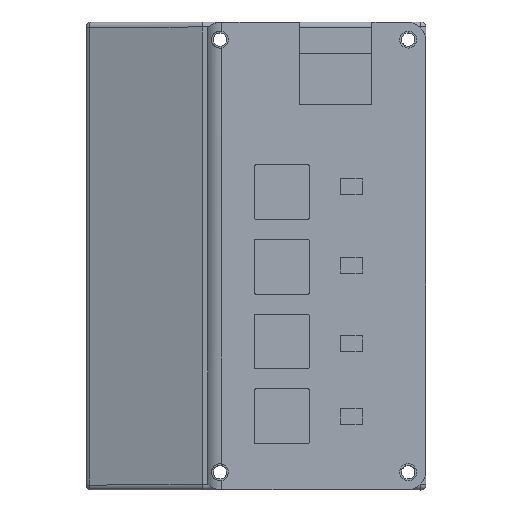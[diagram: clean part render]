
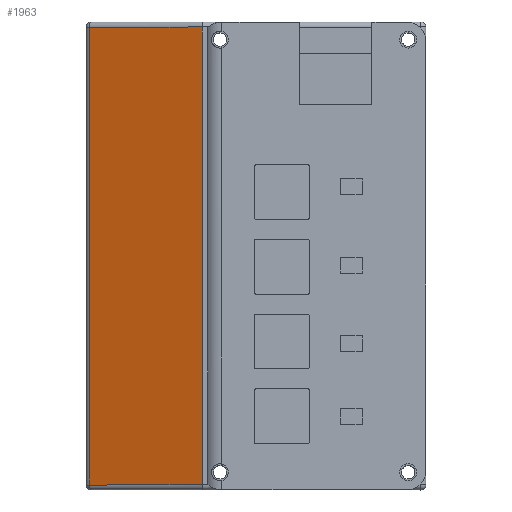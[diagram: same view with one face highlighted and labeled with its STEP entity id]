
A CAD part, top view. The second image highlights one B-rep face of the part: STEP entity #1963.
In plain terms, the highlighted planar face has unit normal (-0.344, 0, 0.939).
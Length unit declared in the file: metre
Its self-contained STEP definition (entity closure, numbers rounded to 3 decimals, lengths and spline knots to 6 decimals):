
#268=ORIENTED_EDGE('',*,*,#788,.T.);
#269=ORIENTED_EDGE('',*,*,#789,.T.);
#270=ORIENTED_EDGE('',*,*,#762,.T.);
#271=ORIENTED_EDGE('',*,*,#790,.T.);
#762=EDGE_CURVE('',#1041,#1040,#1217,.T.);
#788=EDGE_CURVE('',#1057,#1058,#1233,.T.);
#789=EDGE_CURVE('',#1058,#1041,#1234,.F.);
#790=EDGE_CURVE('',#1040,#1057,#1235,.T.);
#1040=VERTEX_POINT('',#2960);
#1041=VERTEX_POINT('',#2962);
#1057=VERTEX_POINT('',#3019);
#1058=VERTEX_POINT('',#3020);
#1217=LINE('',#2961,#1406);
#1233=LINE('',#3018,#1422);
#1234=LINE('',#3021,#1423);
#1235=LINE('',#3022,#1424);
#1406=VECTOR('',#2350,1.);
#1422=VECTOR('',#2416,1.);
#1423=VECTOR('',#2417,1.);
#1424=VECTOR('',#2418,1.);
#1610=EDGE_LOOP('',(#268,#269,#270,#271));
#1767=FACE_BOUND('',#1610,.T.);
#1896=PLANE('',#2120);
#1963=ADVANCED_FACE('',(#1767),#1896,.T.);
#2120=AXIS2_PLACEMENT_3D('',#3017,#2414,#2415);
#2350=DIRECTION('',(0.,1.,0.));
#2414=DIRECTION('',(-0.344,0.,0.939));
#2415=DIRECTION('',(0.939,0.,0.344));
#2416=DIRECTION('',(0.,-1.,0.));
#2417=DIRECTION('',(-0.939,0.,-0.344));
#2418=DIRECTION('',(-0.939,0.,-0.344));
#2960=CARTESIAN_POINT('',(-0.0285,0.058356,0.013));
#2961=CARTESIAN_POINT('',(-0.0285,0.,0.013));
#2962=CARTESIAN_POINT('',(-0.0285,-0.058356,0.013));
#3017=CARTESIAN_POINT('',(-0.04625,0.059625,0.0065));
#3018=CARTESIAN_POINT('',(-0.057279,-0.059625,0.002461));
#3019=CARTESIAN_POINT('',(-0.057279,0.058356,0.002461));
#3020=CARTESIAN_POINT('',(-0.057279,-0.058356,0.002461));
#3021=CARTESIAN_POINT('',(-0.04625,-0.058356,0.0065));
#3022=CARTESIAN_POINT('',(-0.057279,0.058356,0.002461));
